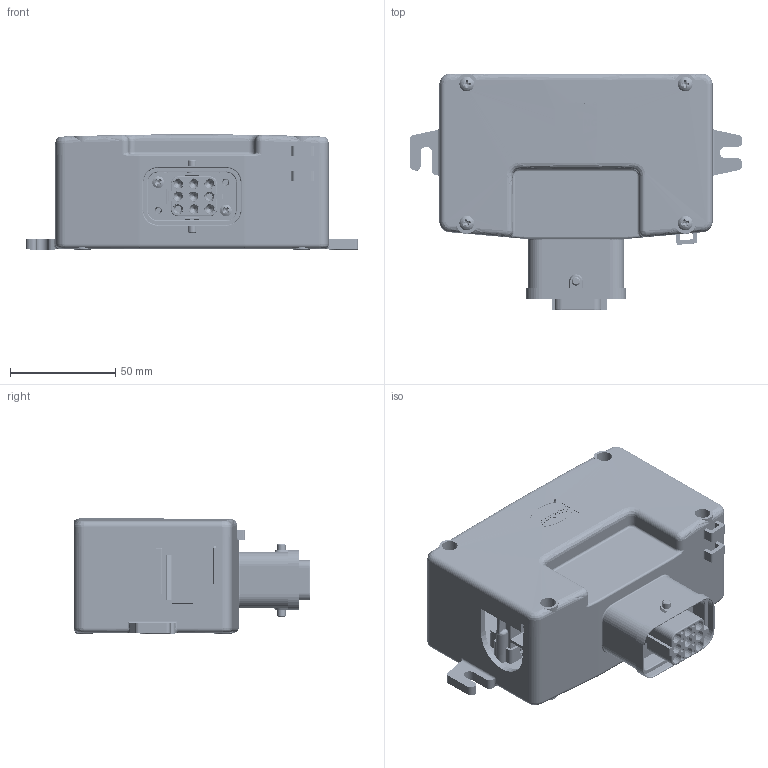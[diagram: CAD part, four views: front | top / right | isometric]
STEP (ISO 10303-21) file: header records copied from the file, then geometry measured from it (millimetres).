
FILE_DESCRIPTION(/* description */ (''),/* implementation_level */ '2;1');
FILE_NAME(/* name */ '100674409ugm000_a.stp',/* time_stamp */ '2016-11-23T08:25:17+01:00',/* author */ (''),/* organization */ (''),/* preprocessor_version */ 'ST-DEVELOPER v16',/* originating_system */ 'SIEMENS PLM Software NX 10.0',/* authorisation */ '');
FILE_SCHEMA (('AUTOMOTIVE_DESIGN { 1 0 10303 214 3 1 1 1 }'));
Products named in the file (1): 100674409ugm000_a
Bounding box: 158 x 112.6 x 55 mm (x, y, z)
Volume: 169396.6 mm3; surface area: 161640 mm2
Topology: 2 solids, 10 shells, 6166 faces, 18241 edges, 12165 vertices
Faces by surface type: plane 3300, cylinder 1855, bspline 675, cone 217, extrusion 97, sphere 22
Full cylindrical faces by diameter (mm): 0.8 x7, 1.342 x1, 1.4 x2, 1.5 x6, 1.65 x4, 1.8 x7, 1.9 x4, 1.969 x1, 2 x8, 2.17 x40, 2.3 x1, 2.4 x5, 2.5 x9, 2.8 x9, 2.85 x7, 3.05 x7, 3.4 x4, 3.5 x4, 3.9 x7, 4 x2, 4.2 x4, 4.5 x7, 4.8 x9, 4.989 x4, 5 x14, 5.6 x2, 6.5 x7, 6.7 x7, 7 x4, 7.4 x4
Entity records: 274664 total; most frequent: CARTESIAN_POINT 83963, ORIENTED_EDGE 34700, DIRECTION 30593, EDGE_CURVE 17350, VERTEX_POINT 11487, AXIS2_PLACEMENT_3D 10249, VECTOR 10095, LINE 9998
